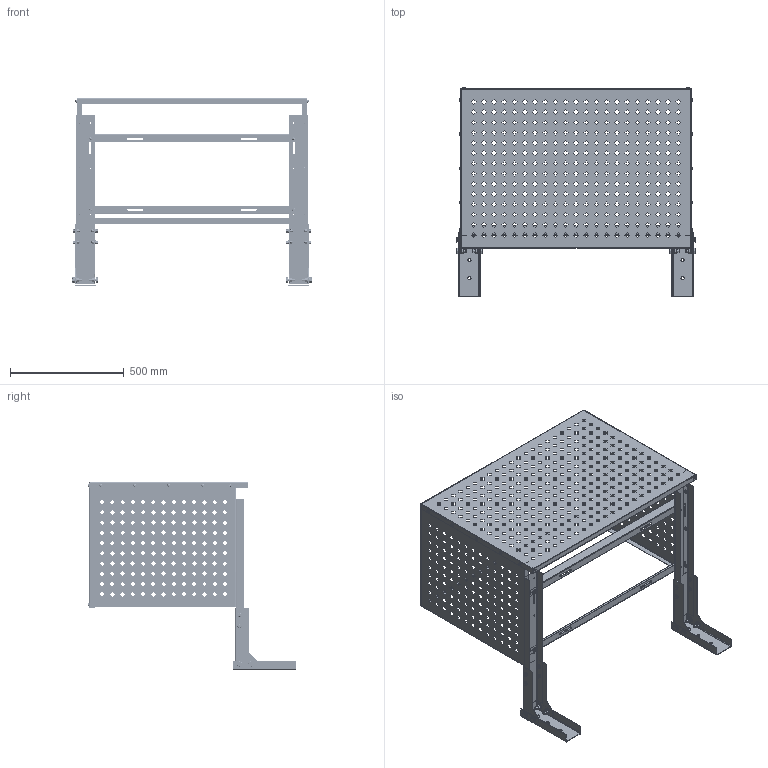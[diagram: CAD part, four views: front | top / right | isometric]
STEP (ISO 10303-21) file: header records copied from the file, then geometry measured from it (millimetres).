
FILE_DESCRIPTION (( 'STEP AP203' ), '1' );
FILE_NAME ('korz-1-00.00.000 ñ êðîíøòåéíàìè.STEP', '2021-11-15T13:19:10', ( '' ), ( '' ), 'SwSTEP 2.0', 'SolidWorks 2021', '' );
FILE_SCHEMA (( 'CONFIG_CONTROL_DESIGN' ));
Length unit declared in the file: millimetre
Products named in the file (26): korz-1-02.00.001 Ïÿòêà îïîðíàÿ_00; ﾘ琺矜 DIN 128_丐ｩ｡ 8 DIN 128; Ãàéêà DIN 934_ƒ ©ª  Œ8 DIN 934; ﾘ琺矜 ﾀ6 ﾃﾎﾑﾒ 11371-78; korz-1-02.00.002 Øâåëëåð óïîðíûé_00; korz-1-02.00.000 扰鍙欙樥燲00; Âèíò Ì6 DIN 7985_‚¨­â Œ6å16 DIN 7985; Áîëò Ì6õ16 DIN 6921_PreviewCfg; korz-1-01.00.002 Ïàíåëü áîêîâàÿ_00; korz-1-01.00.002-01 Ïàíåëü áîêîâàÿ_00; korz-1-00.00.000 ñ êðîíøòåéíàìè; Áîëò Ì8õ20 DIN 6921_PreviewCfg; ﾘ琺矜 DIN 125 ﾀ_丐ｩ｡ 6 DIN 125 ; Ãàéêà DIN 934_ƒ ©ª  Œ12 DIN 934; korz-1-01.00.001 Ïàíåëü ïåðåäíÿÿ_00; Áîëò Ì12õ35 ÃÎÑÒ 7798-70_B18.2.3.3M - Heavy hex screw, M12 x 1.75 x 35 --35N; ﾘ琺矜 DIN 128_丐ｩ｡ 12 DIN 128; korz-1-00.00.000 Ôàñàäíàÿ êîðçèíà äëÿ êîíäèöèîíåðà_00; Ãàéêà Ì8 DIN 985_PreviewCfg; Ãàèêà Ì6 DIN 985_PreviewCfg; korz-1-01.00.000 扻謦鴈趌00; korz-1-02.00.003 嵕槶錼禬00; korz-1-00.00.001 赶鎀鍧_00; ﾘ琺矜 DIN 125 ﾀ_丐ｩ｡ 8 DIN 125 ; ﾘ琺矜 DIN 125 ﾀ_丐ｩ｡ 12 DIN 125 ; korz-1-01.00.003 赶鎀鍧 諘僾鴇_00
Assembly tree (139 placements, depth 4):
  korz-1-00.00.000 ñ êðîíøòåéíàìè
    korz-1-00.00.000 Ôàñàäíàÿ êîðçèíà äëÿ êîíäèöèîíåðà_00
      korz-1-01.00.000 扻謦鴈趌00
        korz-1-01.00.001 Ïàíåëü ïåðåäíÿÿ_00
        korz-1-01.00.002 Ïàíåëü áîêîâàÿ_00
        korz-1-01.00.002-01 Ïàíåëü áîêîâàÿ_00
        korz-1-01.00.003 赶鎀鍧 諘僾鴇_00
        Âèíò Ì6 DIN 7985_‚¨­â Œ6å16 DIN 7985  x14
        Ãàèêà Ì6 DIN 985_PreviewCfg  x14
        ﾘ琺矜 ﾀ6 ﾃﾎﾑﾒ 11371-78  x28
      korz-1-00.00.001 赶鎀鍧_00  x2
      Áîëò Ì6õ16 DIN 6921_PreviewCfg  x6
      Áîëò Ì8õ20 DIN 6921_PreviewCfg  x4
      Ãàèêà Ì6 DIN 985_PreviewCfg  x6
      Ãàéêà Ì8 DIN 985_PreviewCfg  x4
      ﾘ琺矜 DIN 125 ﾀ_丐ｩ｡ 6 DIN 125   x6
      ﾘ琺矜 DIN 125 ﾀ_丐ｩ｡ 8 DIN 125   x4
    korz-1-02.00.000 扰鍙欙樥燲00  x2
      korz-1-02.00.001 Ïÿòêà îïîðíàÿ_00
      korz-1-02.00.002 Øâåëëåð óïîðíûé_00
      korz-1-02.00.003 嵕槶錼禬00
      Áîëò Ì8õ20 DIN 6921_PreviewCfg
      Áîëò Ì12õ35 ÃÎÑÒ 7798-70_B18.2.3.3M - Heavy hex screw, M12 x 1.75 x 35 --35N
      Ãàéêà DIN 934_ƒ ©ª  Œ8 DIN 934
      Ãàéêà DIN 934_ƒ ©ª  Œ12 DIN 934
      ﾘ琺矜 DIN 125 ﾀ_丐ｩ｡ 8 DIN 125 
      ﾘ琺矜 DIN 125 ﾀ_丐ｩ｡ 12 DIN 125 
      ﾘ琺矜 DIN 128_丐ｩ｡ 8 DIN 128
      ﾘ琺矜 DIN 128_丐ｩ｡ 12 DIN 128
Bounding box: 1051.52 x 917.58 x 824 mm (x, y, z)
Volume: 2851821.2 mm3; surface area: 4281689.8 mm2
Topology: 178 solids, 178 shells, 5738 faces, 14448 edges, 9102 vertices
Faces by surface type: plane 3540, cone 948, cylinder 926, torus 172, bspline 124, sphere 28
Entity records: 101842 total; most frequent: CARTESIAN_POINT 18627, ORIENTED_EDGE 16300, DIRECTION 14452, EDGE_CURVE 8150, VECTOR 7312, LINE 7312, VERTEX_POINT 5341, EDGE_LOOP 4125
